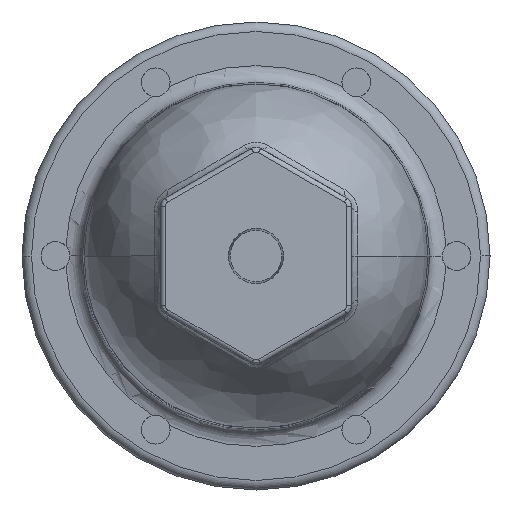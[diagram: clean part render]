
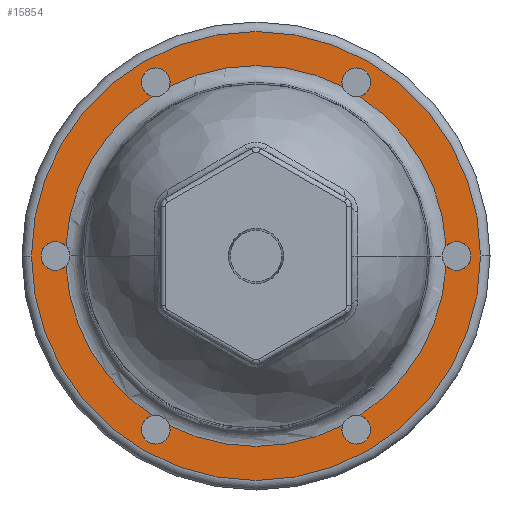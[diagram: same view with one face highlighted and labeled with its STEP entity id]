
A CAD part, front view. The second image highlights one B-rep face of the part: STEP entity #15854.
In plain terms, the highlighted planar face has unit normal (0, -1, 0).
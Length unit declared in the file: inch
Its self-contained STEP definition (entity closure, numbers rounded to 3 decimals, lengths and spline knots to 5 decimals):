
#3997=CARTESIAN_POINT('',(0.,5.0625,0.));
#3998=DIRECTION('',(0.,1.,0.));
#3999=DIRECTION('',(1.,0.,0.));
#4000=AXIS2_PLACEMENT_3D('',#3997,#3998,#3999);
#4002=CARTESIAN_POINT('',(0.,5.0625,0.));
#4003=DIRECTION('',(0.,1.,0.));
#4004=DIRECTION('',(-1.,0.,0.));
#4005=AXIS2_PLACEMENT_3D('',#4002,#4003,#4004);
#4007=CARTESIAN_POINT('',(-2.625,5.0625,0.));
#4008=DIRECTION('',(0.,-1.,0.));
#4009=DIRECTION('',(-1.,0.,0.));
#4010=AXIS2_PLACEMENT_3D('',#4007,#4008,#4009);
#4012=CARTESIAN_POINT('',(0.,5.0625,0.));
#4013=DIRECTION('',(0.,-1.,0.));
#4014=DIRECTION('',(-0.999,0.,-0.051));
#4015=AXIS2_PLACEMENT_3D('',#4012,#4013,#4014);
#4017=CARTESIAN_POINT('',(-1.3125,5.0625,-2.27332));
#4018=DIRECTION('',(0.,-1.,0.));
#4019=DIRECTION('',(-0.226,0.,0.974));
#4020=AXIS2_PLACEMENT_3D('',#4017,#4018,#4019);
#4022=CARTESIAN_POINT('',(-1.3125,5.0625,-2.27332));
#4023=DIRECTION('',(0.,-1.,0.));
#4024=DIRECTION('',(-0.5,0.,-0.866));
#4025=AXIS2_PLACEMENT_3D('',#4022,#4023,#4024);
#4027=CARTESIAN_POINT('',(0.,5.0625,0.));
#4028=DIRECTION('',(0.,-1.,0.));
#4029=DIRECTION('',(-0.455,0.,-0.891));
#4030=AXIS2_PLACEMENT_3D('',#4027,#4028,#4029);
#4032=CARTESIAN_POINT('',(1.3125,5.0625,-2.27332));
#4033=DIRECTION('',(0.,-1.,0.));
#4034=DIRECTION('',(-0.957,0.,0.291));
#4035=AXIS2_PLACEMENT_3D('',#4032,#4033,#4034);
#4037=CARTESIAN_POINT('',(1.3125,5.0625,-2.27332));
#4038=DIRECTION('',(0.,-1.,0.));
#4039=DIRECTION('',(0.5,0.,-0.866));
#4040=AXIS2_PLACEMENT_3D('',#4037,#4038,#4039);
#4042=CARTESIAN_POINT('',(0.,5.0625,0.));
#4043=DIRECTION('',(0.,-1.,0.));
#4044=DIRECTION('',(0.544,0.,-0.839));
#4045=AXIS2_PLACEMENT_3D('',#4042,#4043,#4044);
#4047=CARTESIAN_POINT('',(2.625,5.0625,0.));
#4048=DIRECTION('',(0.,-1.,0.));
#4049=DIRECTION('',(-0.731,0.,-0.683));
#4050=AXIS2_PLACEMENT_3D('',#4047,#4048,#4049);
#4052=CARTESIAN_POINT('',(2.625,5.0625,0.));
#4053=DIRECTION('',(0.,-1.,0.));
#4054=DIRECTION('',(1.,0.,0.));
#4055=AXIS2_PLACEMENT_3D('',#4052,#4053,#4054);
#4057=CARTESIAN_POINT('',(0.,5.0625,0.));
#4058=DIRECTION('',(0.,-1.,0.));
#4059=DIRECTION('',(0.999,0.,0.051));
#4060=AXIS2_PLACEMENT_3D('',#4057,#4058,#4059);
#4062=CARTESIAN_POINT('',(1.3125,5.0625,2.27332));
#4063=DIRECTION('',(0.,-1.,0.));
#4064=DIRECTION('',(0.226,0.,-0.974));
#4065=AXIS2_PLACEMENT_3D('',#4062,#4063,#4064);
#4067=CARTESIAN_POINT('',(1.3125,5.0625,2.27332));
#4068=DIRECTION('',(0.,-1.,0.));
#4069=DIRECTION('',(0.5,0.,0.866));
#4070=AXIS2_PLACEMENT_3D('',#4067,#4068,#4069);
#4072=CARTESIAN_POINT('',(0.,5.0625,0.));
#4073=DIRECTION('',(0.,-1.,0.));
#4074=DIRECTION('',(0.455,0.,0.891));
#4075=AXIS2_PLACEMENT_3D('',#4072,#4073,#4074);
#4077=CARTESIAN_POINT('',(-1.3125,5.0625,2.27332));
#4078=DIRECTION('',(0.,-1.,0.));
#4079=DIRECTION('',(0.957,0.,-0.291));
#4080=AXIS2_PLACEMENT_3D('',#4077,#4078,#4079);
#4082=CARTESIAN_POINT('',(-1.3125,5.0625,2.27332));
#4083=DIRECTION('',(0.,-1.,0.));
#4084=DIRECTION('',(-0.5,0.,0.866));
#4085=AXIS2_PLACEMENT_3D('',#4082,#4083,#4084);
#4087=CARTESIAN_POINT('',(0.,5.0625,0.));
#4088=DIRECTION('',(0.,-1.,0.));
#4089=DIRECTION('',(-0.544,0.,0.839));
#4090=AXIS2_PLACEMENT_3D('',#4087,#4088,#4089);
#4092=CARTESIAN_POINT('',(-2.625,5.0625,0.));
#4093=DIRECTION('',(0.,-1.,0.));
#4094=DIRECTION('',(0.731,0.,0.683));
#4095=AXIS2_PLACEMENT_3D('',#4092,#4093,#4094);
#11103=CARTESIAN_POINT('',(2.9375,5.0625,0.));
#11104=CARTESIAN_POINT('',(-2.9375,5.0625,0.));
#11105=VERTEX_POINT('',#11103);
#11106=VERTEX_POINT('',#11104);
#11335=CARTESIAN_POINT('',(-1.40625,5.0625,-2.4357));
#11336=CARTESIAN_POINT('',(-1.13313,5.0625,-2.21869));
#11337=VERTEX_POINT('',#11335);
#11338=VERTEX_POINT('',#11336);
#11339=CARTESIAN_POINT('',(-1.35488,5.0625,-2.09067));
#11340=VERTEX_POINT('',#11339);
#11376=CARTESIAN_POINT('',(1.40625,5.0625,-2.4357));
#11377=CARTESIAN_POINT('',(1.35488,5.0625,-2.09067));
#11378=VERTEX_POINT('',#11376);
#11379=VERTEX_POINT('',#11377);
#11380=CARTESIAN_POINT('',(1.13313,5.0625,-2.21869));
#11381=VERTEX_POINT('',#11380);
#11417=CARTESIAN_POINT('',(2.8125,5.0625,0.));
#11418=CARTESIAN_POINT('',(2.48801,5.0625,0.12802));
#11419=VERTEX_POINT('',#11417);
#11420=VERTEX_POINT('',#11418);
#11421=CARTESIAN_POINT('',(2.48801,5.0625,-0.12802));
#11422=VERTEX_POINT('',#11421);
#11458=CARTESIAN_POINT('',(1.40625,5.0625,2.4357));
#11459=CARTESIAN_POINT('',(1.13313,5.0625,2.21869));
#11460=VERTEX_POINT('',#11458);
#11461=VERTEX_POINT('',#11459);
#11462=CARTESIAN_POINT('',(1.35488,5.0625,2.09067));
#11463=VERTEX_POINT('',#11462);
#11499=CARTESIAN_POINT('',(-1.40625,5.0625,2.4357));
#11500=CARTESIAN_POINT('',(-1.35488,5.0625,2.09067));
#11501=VERTEX_POINT('',#11499);
#11502=VERTEX_POINT('',#11500);
#11503=CARTESIAN_POINT('',(-1.13313,5.0625,2.21869));
#11504=VERTEX_POINT('',#11503);
#11540=CARTESIAN_POINT('',(-2.8125,5.0625,0.));
#11541=CARTESIAN_POINT('',(-2.48801,5.0625,-0.12802));
#11542=VERTEX_POINT('',#11540);
#11543=VERTEX_POINT('',#11541);
#11544=CARTESIAN_POINT('',(-2.48801,5.0625,0.12802));
#11545=VERTEX_POINT('',#11544);
#15807=CARTESIAN_POINT('',(0.,5.0625,0.));
#15808=DIRECTION('',(0.,1.,0.));
#15809=DIRECTION('',(1.,0.,0.));
#15810=AXIS2_PLACEMENT_3D('',#15807,#15808,#15809);
#15811=PLANE('',#15810);
#15812=ORIENTED_EDGE('',*,*,#15794,.T.);
#15813=ORIENTED_EDGE('',*,*,#15773,.T.);
#15814=EDGE_LOOP('',(#15812,#15813));
#15815=FACE_OUTER_BOUND('',#15814,.F.);
#15817=ORIENTED_EDGE('',*,*,#15816,.T.);
#15819=ORIENTED_EDGE('',*,*,#15818,.T.);
#15821=ORIENTED_EDGE('',*,*,#15820,.T.);
#15823=ORIENTED_EDGE('',*,*,#15822,.T.);
#15825=ORIENTED_EDGE('',*,*,#15824,.T.);
#15827=ORIENTED_EDGE('',*,*,#15826,.T.);
#15829=ORIENTED_EDGE('',*,*,#15828,.T.);
#15831=ORIENTED_EDGE('',*,*,#15830,.T.);
#15833=ORIENTED_EDGE('',*,*,#15832,.T.);
#15835=ORIENTED_EDGE('',*,*,#15834,.T.);
#15837=ORIENTED_EDGE('',*,*,#15836,.T.);
#15839=ORIENTED_EDGE('',*,*,#15838,.T.);
#15841=ORIENTED_EDGE('',*,*,#15840,.T.);
#15843=ORIENTED_EDGE('',*,*,#15842,.T.);
#15845=ORIENTED_EDGE('',*,*,#15844,.T.);
#15847=ORIENTED_EDGE('',*,*,#15846,.T.);
#15849=ORIENTED_EDGE('',*,*,#15848,.T.);
#15851=ORIENTED_EDGE('',*,*,#15850,.T.);
#15852=EDGE_LOOP('',(#15817,#15819,#15821,#15823,#15825,#15827,#15829,#15831,
#15833,#15835,#15837,#15839,#15841,#15843,#15845,#15847,#15849,#15851));
#15853=FACE_BOUND('',#15852,.F.);
#4001=CIRCLE('',#4000,2.9375);
#4006=CIRCLE('',#4005,2.9375);
#4011=CIRCLE('',#4010,0.1875);
#4016=CIRCLE('',#4015,2.4913);
#4021=CIRCLE('',#4020,0.1875);
#4026=CIRCLE('',#4025,0.1875);
#4031=CIRCLE('',#4030,2.4913);
#4036=CIRCLE('',#4035,0.1875);
#4041=CIRCLE('',#4040,0.1875);
#4046=CIRCLE('',#4045,2.4913);
#4051=CIRCLE('',#4050,0.1875);
#4056=CIRCLE('',#4055,0.1875);
#4061=CIRCLE('',#4060,2.4913);
#4066=CIRCLE('',#4065,0.1875);
#4071=CIRCLE('',#4070,0.1875);
#4076=CIRCLE('',#4075,2.4913);
#4081=CIRCLE('',#4080,0.1875);
#4086=CIRCLE('',#4085,0.1875);
#4091=CIRCLE('',#4090,2.4913);
#4096=CIRCLE('',#4095,0.1875);
#15773=EDGE_CURVE('',#11106,#11105,#4006,.T.);
#15794=EDGE_CURVE('',#11105,#11106,#4001,.T.);
#15816=EDGE_CURVE('',#11542,#11543,#4011,.T.);
#15818=EDGE_CURVE('',#11543,#11340,#4016,.T.);
#15820=EDGE_CURVE('',#11340,#11337,#4021,.T.);
#15822=EDGE_CURVE('',#11337,#11338,#4026,.T.);
#15824=EDGE_CURVE('',#11338,#11381,#4031,.T.);
#15826=EDGE_CURVE('',#11381,#11378,#4036,.T.);
#15828=EDGE_CURVE('',#11378,#11379,#4041,.T.);
#15830=EDGE_CURVE('',#11379,#11422,#4046,.T.);
#15832=EDGE_CURVE('',#11422,#11419,#4051,.T.);
#15834=EDGE_CURVE('',#11419,#11420,#4056,.T.);
#15836=EDGE_CURVE('',#11420,#11463,#4061,.T.);
#15838=EDGE_CURVE('',#11463,#11460,#4066,.T.);
#15840=EDGE_CURVE('',#11460,#11461,#4071,.T.);
#15842=EDGE_CURVE('',#11461,#11504,#4076,.T.);
#15844=EDGE_CURVE('',#11504,#11501,#4081,.T.);
#15846=EDGE_CURVE('',#11501,#11502,#4086,.T.);
#15848=EDGE_CURVE('',#11502,#11545,#4091,.T.);
#15850=EDGE_CURVE('',#11545,#11542,#4096,.T.);
#15854=ADVANCED_FACE('',(#15815,#15853),#15811,.F.);
